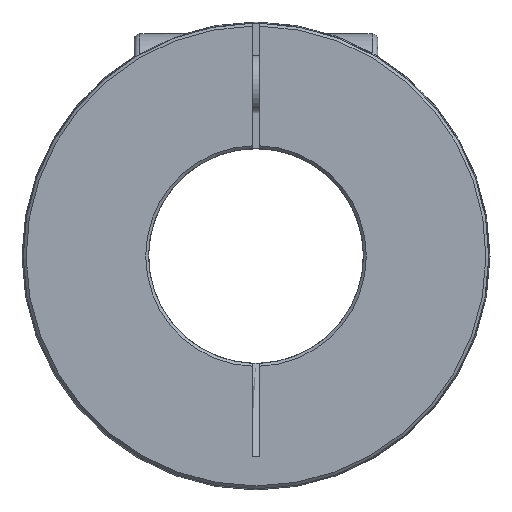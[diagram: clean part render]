
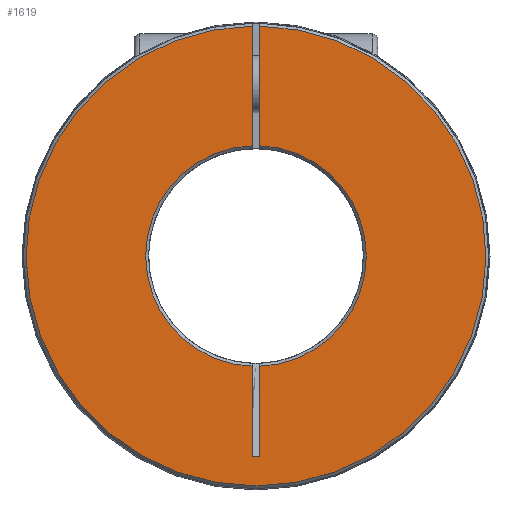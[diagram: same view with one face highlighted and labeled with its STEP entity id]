
A CAD part, left-side view. The second image highlights one B-rep face of the part: STEP entity #1619.
In plain terms, the highlighted planar face has unit normal (-1, 0, 0).
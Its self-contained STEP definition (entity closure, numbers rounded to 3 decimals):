
#114=LINE('',#2597,#200);
#115=LINE('',#2605,#201);
#118=LINE('',#2621,#204);
#121=LINE('',#2632,#207);
#123=LINE('',#2648,#209);
#200=VECTOR('',#2011,1000.);
#201=VECTOR('',#2014,1000.);
#204=VECTOR('',#2023,1000.);
#207=VECTOR('',#2028,1000.);
#209=VECTOR('',#2034,1000.);
#377=ORIENTED_EDGE('',*,*,#777,.T.);
#378=ORIENTED_EDGE('',*,*,#736,.F.);
#379=ORIENTED_EDGE('',*,*,#741,.F.);
#380=ORIENTED_EDGE('',*,*,#726,.T.);
#381=ORIENTED_EDGE('',*,*,#778,.T.);
#382=ORIENTED_EDGE('',*,*,#724,.T.);
#383=ORIENTED_EDGE('',*,*,#779,.F.);
#384=ORIENTED_EDGE('',*,*,#732,.F.);
#724=EDGE_CURVE('',#926,#930,#114,.T.);
#726=EDGE_CURVE('',#933,#931,#115,.T.);
#732=EDGE_CURVE('',#938,#939,#118,.T.);
#736=EDGE_CURVE('',#942,#943,#121,.T.);
#741=EDGE_CURVE('',#933,#942,#123,.T.);
#777=EDGE_CURVE('',#938,#943,#1081,.T.);
#778=EDGE_CURVE('',#931,#926,#1082,.T.);
#779=EDGE_CURVE('',#939,#930,#1083,.T.);
#926=VERTEX_POINT('',#2585);
#930=VERTEX_POINT('',#2596);
#931=VERTEX_POINT('',#2603);
#933=VERTEX_POINT('',#2606);
#938=VERTEX_POINT('',#2620);
#939=VERTEX_POINT('',#2622);
#942=VERTEX_POINT('',#2633);
#943=VERTEX_POINT('',#2634);
#1081=CIRCLE('',#1780,7.7);
#1082=CIRCLE('',#1781,7.7);
#1083=CIRCLE('',#1782,16.05);
#1190=EDGE_LOOP('',(#377,#378,#379,#380,#381,#382,#383,#384));
#1376=FACE_BOUND('',#1190,.T.);
#1543=PLANE('',#1779);
#1619=ADVANCED_FACE('',(#1376),#1543,.F.);
#1779=AXIS2_PLACEMENT_3D('',#2803,#2097,#2098);
#1780=AXIS2_PLACEMENT_3D('',#2804,#2099,#2100);
#1781=AXIS2_PLACEMENT_3D('',#2805,#2101,#2102);
#1782=AXIS2_PLACEMENT_3D('',#2806,#2103,#2104);
#2011=DIRECTION('',(0.,0.,1.));
#2014=DIRECTION('',(0.,0.,1.));
#2023=DIRECTION('',(0.,0.,1.));
#2028=DIRECTION('',(0.,0.,1.));
#2034=DIRECTION('',(0.,-1.,0.));
#2097=DIRECTION('',(1.,0.,0.));
#2098=DIRECTION('',(0.,0.,-1.));
#2099=DIRECTION('',(1.,0.,0.));
#2100=DIRECTION('',(0.,0.,-1.));
#2101=DIRECTION('',(1.,0.,0.));
#2102=DIRECTION('',(0.,0.,-1.));
#2103=DIRECTION('',(1.,0.,0.));
#2104=DIRECTION('',(0.,0.,-1.));
#2585=CARTESIAN_POINT('',(0.,0.25,7.696));
#2596=CARTESIAN_POINT('',(0.,0.25,16.048));
#2597=CARTESIAN_POINT('',(0.,0.25,-13.976));
#2603=CARTESIAN_POINT('',(0.,0.25,-7.696));
#2605=CARTESIAN_POINT('',(0.,0.25,-13.976));
#2606=CARTESIAN_POINT('',(0.,0.25,-13.976));
#2620=CARTESIAN_POINT('',(0.,-0.25,7.696));
#2621=CARTESIAN_POINT('',(0.,-0.25,-13.976));
#2622=CARTESIAN_POINT('',(0.,-0.25,16.048));
#2632=CARTESIAN_POINT('',(0.,-0.25,-13.976));
#2633=CARTESIAN_POINT('',(0.,-0.25,-13.976));
#2634=CARTESIAN_POINT('',(0.,-0.25,-7.696));
#2648=CARTESIAN_POINT('',(0.,0.25,-13.976));
#2803=CARTESIAN_POINT('',(0.,0.,0.));
#2804=CARTESIAN_POINT('',(0.,0.,0.));
#2805=CARTESIAN_POINT('',(0.,0.,0.));
#2806=CARTESIAN_POINT('',(0.,0.,0.));
